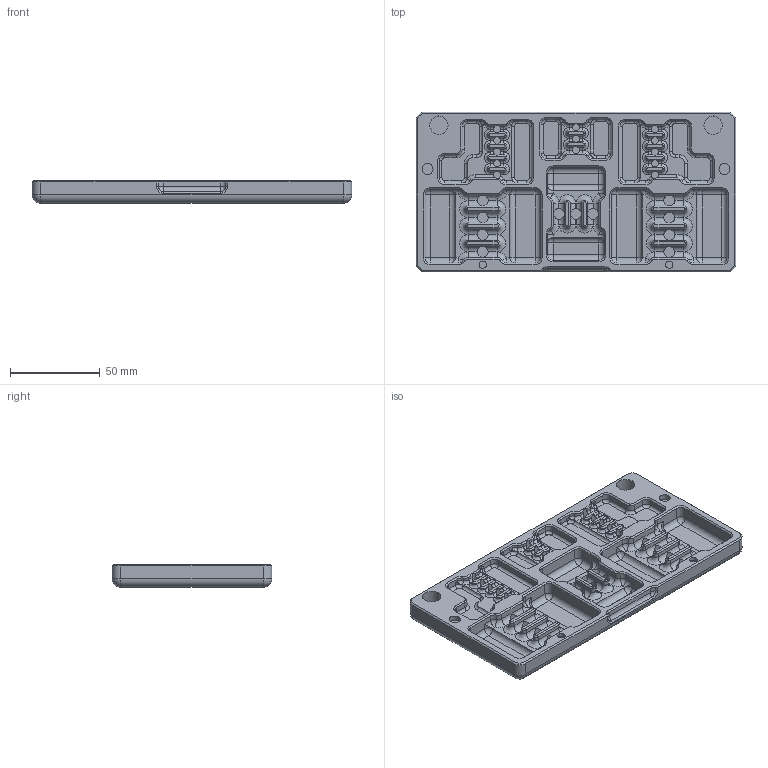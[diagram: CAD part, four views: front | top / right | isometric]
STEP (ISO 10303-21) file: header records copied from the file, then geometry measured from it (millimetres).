
FILE_DESCRIPTION(/* description */ (''),/* implementation_level */ '2;1');
FILE_NAME(/* name */ 'Dense End Mill Case_v24.step',/* time_stamp */ '2020-09-23T18:19:05-07:00',/* author */ (''),/* organization */ (''),/* preprocessor_version */ 'ST-DEVELOPER v18.1',/* originating_system */ 'Autodesk Translation Framework v9.3.0.1241',/* authorisation */ '');
FILE_SCHEMA (('AUTOMOTIVE_DESIGN { 1 0 10303 214 3 1 1 }'));
Length unit declared in the file: inch
Products named in the file (1): Dense End Mill Case
Bounding box: 177.8 x 88.9 x 12.7 mm (x, y, z)
Volume: 123648.1 mm3; surface area: 47502 mm2
Topology: 1 solids, 1 shells, 885 faces, 2089 edges, 1218 vertices
Faces by surface type: cylinder 329, plane 290, cone 120, torus 64, bspline 42, sphere 40
Full cylindrical faces by diameter (mm): 4.1 x15, 6.1 x13, 10.2 x2
Entity records: 26477 total; most frequent: CARTESIAN_POINT 5932, DIRECTION 4583, ORIENTED_EDGE 4178, EDGE_CURVE 2089, AXIS2_PLACEMENT_3D 1754, VERTEX_POINT 1218, LINE 1075, VECTOR 1075
